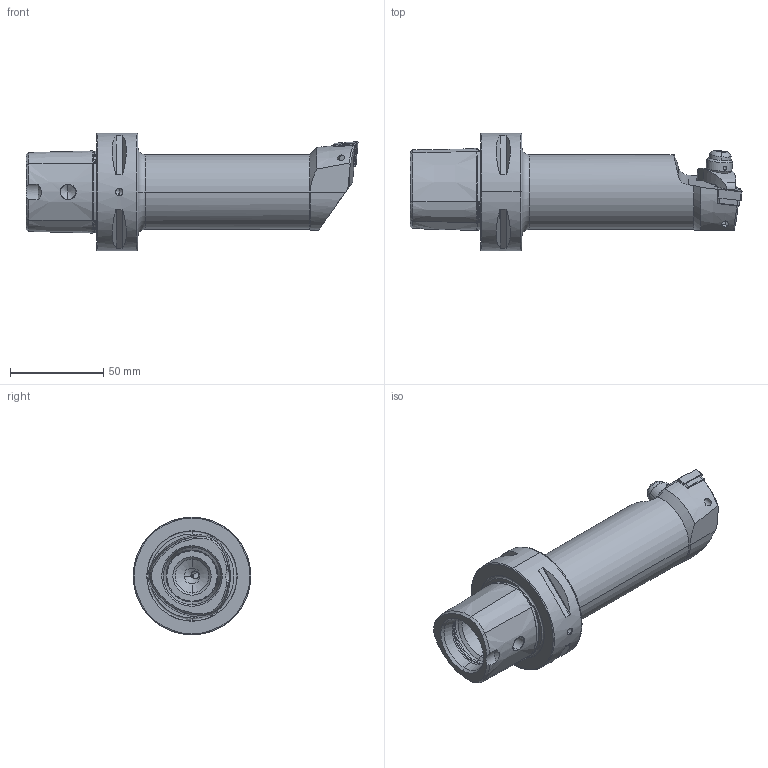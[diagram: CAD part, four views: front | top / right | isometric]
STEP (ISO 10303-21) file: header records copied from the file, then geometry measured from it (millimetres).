
FILE_DESCRIPTION (( 'STEP AP203' ), '1' );
FILE_NAME ('PS6-BCD.LLC.140.STEP', '2013-06-24T07:57:46', ( 'baer' ), ( 'Hewlett-Packard Company' ), 'SwSTEP 2.0', 'SolidWorks 2012', '' );
FILE_SCHEMA (( 'CONFIG_CONTROL_DESIGN' ));
Length unit declared in the file: millimetre
Products named in the file (11): PS6-BCD.LLC.140; KVT_MB_600_050; WCC-ER5.102.005_A; CNMG120404; WCD-ER2.101.003_A; WCC-ER3.102.024_C; WCC-ER5.102.012_B; WCC-ER4.103.032_A; ISO 13337 - 3 x 12_PreviewCfg; WCC-ER2.001.010_A; PS6-BCD.LLC.140_A
Assembly tree (10 placements, depth 2):
  PS6-BCD.LLC.140
    PS6-BCD.LLC.140_A
    WCC-ER2.001.010_A
    ISO 13337 - 3 x 12_PreviewCfg
    WCC-ER4.103.032_A
    WCC-ER5.102.012_B
    WCC-ER3.102.024_C
    WCD-ER2.101.003_A
    CNMG120404
    WCC-ER5.102.005_A
    KVT_MB_600_050
Bounding box: 178 x 63 x 63 mm (x, y, z)
Volume: 224277 mm3; surface area: 45108.8 mm2
Topology: 13 solids, 13 shells, 445 faces, 1067 edges, 640 vertices
Faces by surface type: cylinder 140, cone 127, plane 102, torus 61, bspline 13, sphere 2
Entity records: 15429 total; most frequent: CARTESIAN_POINT 4186, DIRECTION 2161, ORIENTED_EDGE 2088, EDGE_CURVE 1044, AXIS2_PLACEMENT_3D 884, VERTEX_POINT 637, EDGE_LOOP 483, FACE_OUTER_BOUND 445
